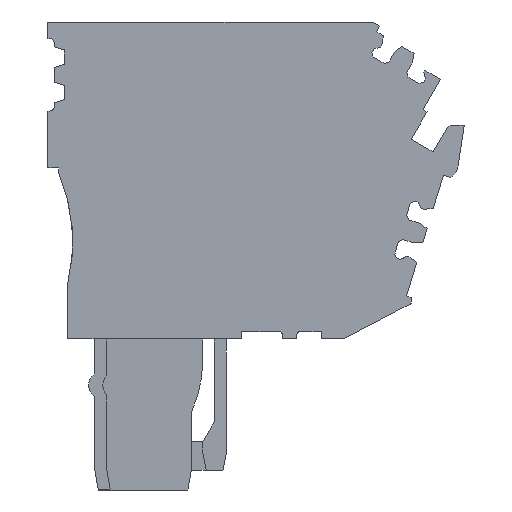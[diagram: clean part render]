
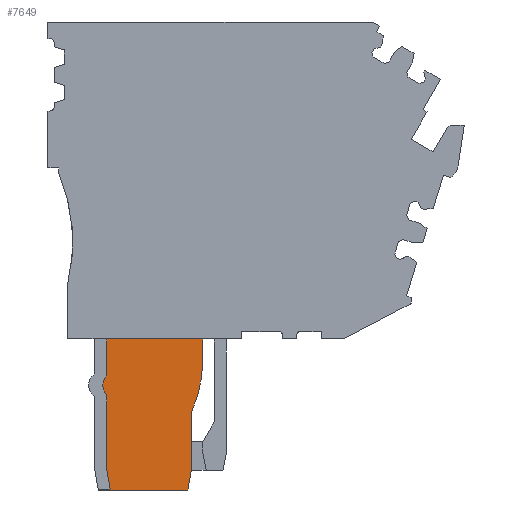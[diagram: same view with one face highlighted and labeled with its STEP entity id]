
A CAD part, left-side view. The second image highlights one B-rep face of the part: STEP entity #7649.
In plain terms, the highlighted planar face has unit normal (-1, 0, 0).
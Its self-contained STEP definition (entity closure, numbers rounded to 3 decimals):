
#7588=AXIS2_PLACEMENT_3D('Plane Axis2P3D',#7585,#7586,#7587) ;
#7592=AXIS2_PLACEMENT_3D('Circle Axis2P3D',#7590,#7591,$) ;
#7634=AXIS2_PLACEMENT_3D('Circle Axis2P3D',#7632,#7633,$) ;
#1523=CARTESIAN_POINT('Vertex',(0.7,22.764,13.15)) ;
#1553=CARTESIAN_POINT('Vertex',(0.7,31.114,13.15)) ;
#1556=CARTESIAN_POINT('Line Origine',(0.7,26.939,13.15)) ;
#7377=CARTESIAN_POINT('Line Origine',(0.7,22.764,12.244)) ;
#7381=CARTESIAN_POINT('Vertex',(0.7,22.764,11.337)) ;
#7570=CARTESIAN_POINT('Vertex',(0.7,31.114,9.972)) ;
#7573=CARTESIAN_POINT('Line Origine',(0.7,31.114,11.561)) ;
#7585=CARTESIAN_POINT('Axis2P3D Location',(0.7,33.8,11.345)) ;
#7590=CARTESIAN_POINT('Axis2P3D Location',(0.7,30.264,9.125)) ;
#7594=CARTESIAN_POINT('Vertex',(0.7,31.114,8.278)) ;
#7597=CARTESIAN_POINT('Line Origine',(0.7,31.114,4.972)) ;
#7601=CARTESIAN_POINT('Vertex',(0.7,31.114,1.666)) ;
#7604=CARTESIAN_POINT('Line Origine',(0.7,30.967,0.833)) ;
#7608=CARTESIAN_POINT('Vertex',(0.7,30.82,0.)) ;
#7611=CARTESIAN_POINT('Line Origine',(0.7,27.442,0.)) ;
#7615=CARTESIAN_POINT('Vertex',(0.7,24.064,0.)) ;
#7618=CARTESIAN_POINT('Line Origine',(0.7,23.914,0.851)) ;
#7622=CARTESIAN_POINT('Vertex',(0.7,23.764,1.701)) ;
#7625=CARTESIAN_POINT('Line Origine',(0.7,23.764,4.228)) ;
#7629=CARTESIAN_POINT('Vertex',(0.7,23.764,6.755)) ;
#7632=CARTESIAN_POINT('Axis2P3D Location',(0.7,33.8,11.345)) ;
#1557=DIRECTION('Vector Direction',(0.,1.,0.)) ;
#7378=DIRECTION('Vector Direction',(0.,0.,-1.)) ;
#7574=DIRECTION('Vector Direction',(0.,0.,-1.)) ;
#7586=DIRECTION('Axis2P3D Direction',(1.,0.,0.)) ;
#7587=DIRECTION('Axis2P3D XDirection',(0.,0.,-1.)) ;
#7591=DIRECTION('Axis2P3D Direction',(1.,0.,0.)) ;
#7598=DIRECTION('Vector Direction',(0.,0.,-1.)) ;
#7605=DIRECTION('Vector Direction',(0.,-0.174,-0.985)) ;
#7612=DIRECTION('Vector Direction',(0.,1.,0.)) ;
#7619=DIRECTION('Vector Direction',(0.,0.174,-0.985)) ;
#7626=DIRECTION('Vector Direction',(0.,0.,-1.)) ;
#7633=DIRECTION('Axis2P3D Direction',(1.,0.,0.)) ;
#1558=VECTOR('Line Direction',#1557,1.) ;
#7379=VECTOR('Line Direction',#7378,1.) ;
#7575=VECTOR('Line Direction',#7574,1.) ;
#7599=VECTOR('Line Direction',#7598,1.) ;
#7606=VECTOR('Line Direction',#7605,1.) ;
#7613=VECTOR('Line Direction',#7612,1.) ;
#7620=VECTOR('Line Direction',#7619,1.) ;
#7627=VECTOR('Line Direction',#7626,1.) ;
#7638=ORIENTED_EDGE('',*,*,#7577,.T.) ;
#7639=ORIENTED_EDGE('',*,*,#7596,.F.) ;
#7640=ORIENTED_EDGE('',*,*,#7603,.T.) ;
#7641=ORIENTED_EDGE('',*,*,#7610,.T.) ;
#7642=ORIENTED_EDGE('',*,*,#7617,.F.) ;
#7643=ORIENTED_EDGE('',*,*,#7624,.F.) ;
#7644=ORIENTED_EDGE('',*,*,#7631,.F.) ;
#7645=ORIENTED_EDGE('',*,*,#7636,.F.) ;
#7646=ORIENTED_EDGE('',*,*,#7383,.F.) ;
#7647=ORIENTED_EDGE('',*,*,#1560,.T.) ;
#7649=ADVANCED_FACE('V1',(#7648),#7589,.F.) ;
#7593=CIRCLE('generated circle',#7592,1.2) ;
#7635=CIRCLE('generated circle',#7634,11.036) ;
#1560=EDGE_CURVE('',#1524,#1554,#1559,.T.) ;
#7383=EDGE_CURVE('',#1524,#7382,#7380,.T.) ;
#7577=EDGE_CURVE('',#1554,#7571,#7576,.T.) ;
#7596=EDGE_CURVE('',#7595,#7571,#7593,.T.) ;
#7603=EDGE_CURVE('',#7595,#7602,#7600,.T.) ;
#7610=EDGE_CURVE('',#7602,#7609,#7607,.T.) ;
#7617=EDGE_CURVE('',#7616,#7609,#7614,.T.) ;
#7624=EDGE_CURVE('',#7623,#7616,#7621,.T.) ;
#7631=EDGE_CURVE('',#7630,#7623,#7628,.T.) ;
#7636=EDGE_CURVE('',#7382,#7630,#7635,.T.) ;
#7637=EDGE_LOOP('',(#7638,#7639,#7640,#7641,#7642,#7643,#7644,#7645,#7646,#7647)) ;
#7648=FACE_OUTER_BOUND('',#7637,.T.) ;
#1559=LINE('Line',#1556,#1558) ;
#7380=LINE('Line',#7377,#7379) ;
#7576=LINE('Line',#7573,#7575) ;
#7600=LINE('Line',#7597,#7599) ;
#7607=LINE('Line',#7604,#7606) ;
#7614=LINE('Line',#7611,#7613) ;
#7621=LINE('Line',#7618,#7620) ;
#7628=LINE('Line',#7625,#7627) ;
#7589=PLANE('',#7588) ;
#1524=VERTEX_POINT('',#1523) ;
#1554=VERTEX_POINT('',#1553) ;
#7382=VERTEX_POINT('',#7381) ;
#7571=VERTEX_POINT('',#7570) ;
#7595=VERTEX_POINT('',#7594) ;
#7602=VERTEX_POINT('',#7601) ;
#7609=VERTEX_POINT('',#7608) ;
#7616=VERTEX_POINT('',#7615) ;
#7623=VERTEX_POINT('',#7622) ;
#7630=VERTEX_POINT('',#7629) ;
